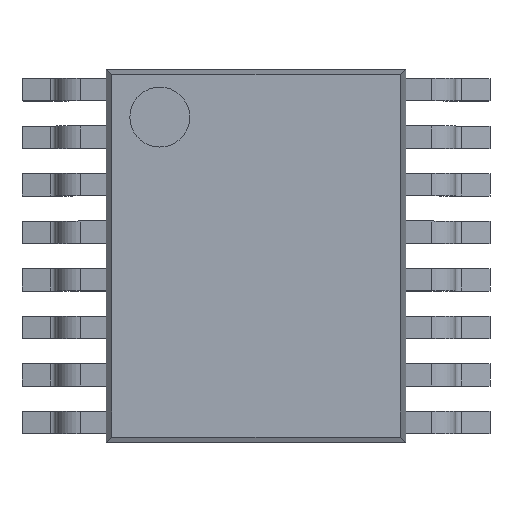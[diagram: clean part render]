
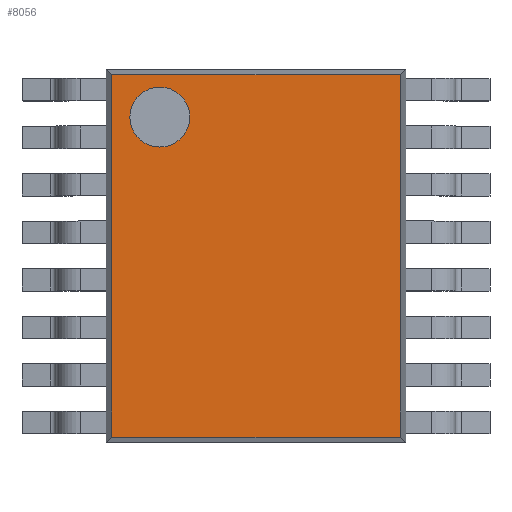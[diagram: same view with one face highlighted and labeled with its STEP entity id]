
A CAD part, top view. The second image highlights one B-rep face of the part: STEP entity #8056.
In plain terms, the highlighted planar face has unit normal (0, 0, 1).
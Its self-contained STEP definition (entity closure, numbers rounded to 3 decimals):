
#7677=CARTESIAN_POINT('',(-0.885,1.855,1.65));
#7678=VERTEX_POINT('',#7677);
#7687=CARTESIAN_POINT('',(-1.685,1.855,1.65));
#7688=VERTEX_POINT('',#7687);
#7689=CARTESIAN_POINT('',(-1.285,1.855,1.65));
#7690=DIRECTION('',(0.0,0.0,-1.0));
#7691=DIRECTION('',(1.0,0.0,0.0));
#7692=AXIS2_PLACEMENT_3D('',#7689,#7690,#7691);
#7693=CIRCLE('',#7692,0.4);
#7694=EDGE_CURVE('',#7688,#7678,#7693,.T.);
#7923=CARTESIAN_POINT('',(1.93,2.42,1.65));
#7924=VERTEX_POINT('',#7923);
#7931=CARTESIAN_POINT('',(1.93,-2.42,1.65));
#7932=VERTEX_POINT('',#7931);
#7933=CARTESIAN_POINT('',(1.93,-2.42,1.65));
#7934=DIRECTION('',(0.0,1.0,0.0));
#7935=VECTOR('',#7934,4.84);
#7936=LINE('',#7933,#7935);
#7937=EDGE_CURVE('',#7932,#7924,#7936,.T.);
#7955=CARTESIAN_POINT('',(-1.93,-2.42,1.65));
#7956=VERTEX_POINT('',#7955);
#7957=CARTESIAN_POINT('',(-1.93,-2.42,1.65));
#7958=DIRECTION('',(1.0,0.0,0.0));
#7959=VECTOR('',#7958,3.86);
#7960=LINE('',#7957,#7959);
#7961=EDGE_CURVE('',#7932,#7956,#7960,.F.);
#7983=CARTESIAN_POINT('',(-1.93,2.42,1.65));
#7984=VERTEX_POINT('',#7983);
#7993=CARTESIAN_POINT('',(-1.93,2.42,1.65));
#7994=DIRECTION('',(0.0,-1.0,0.0));
#7995=VECTOR('',#7994,4.84);
#7996=LINE('',#7993,#7995);
#7997=EDGE_CURVE('',#7956,#7984,#7996,.F.);
#8016=CARTESIAN_POINT('',(-1.285,1.855,1.65));
#8017=DIRECTION('',(0.0,0.0,-1.0));
#8018=DIRECTION('',(1.0,0.0,0.0));
#8019=AXIS2_PLACEMENT_3D('',#8016,#8017,#8018);
#8020=CIRCLE('',#8019,0.4);
#8021=EDGE_CURVE('',#7678,#7688,#8020,.T.);
#8036=CARTESIAN_POINT('',(1.92,-2.49,1.65));
#8037=DIRECTION('',(0.0,0.0,1.0));
#8038=DIRECTION('',(1.0,0.0,0.0));
#8039=AXIS2_PLACEMENT_3D('',#8036,#8037,#8038);
#8040=PLANE('',#8039);
#8041=CARTESIAN_POINT('',(1.93,2.42,1.65));
#8042=DIRECTION('',(-1.0,0.0,0.0));
#8043=VECTOR('',#8042,3.86);
#8044=LINE('',#8041,#8043);
#8045=EDGE_CURVE('',#7984,#7924,#8044,.F.);
#8046=ORIENTED_EDGE('',*,*,#8045,.F.);
#8047=ORIENTED_EDGE('',*,*,#7997,.F.);
#8048=ORIENTED_EDGE('',*,*,#7961,.F.);
#8049=ORIENTED_EDGE('',*,*,#7937,.T.);
#8050=EDGE_LOOP('',(#8046,#8047,#8048,#8049));
#8051=FACE_OUTER_BOUND('',#8050,.T.);
#8052=ORIENTED_EDGE('',*,*,#8021,.T.);
#8053=ORIENTED_EDGE('',*,*,#7694,.T.);
#8054=EDGE_LOOP('',(#8052,#8053));
#8055=FACE_BOUND('',#8054,.T.);
#8056=ADVANCED_FACE('',(#8051,#8055),#8040,.T.);
